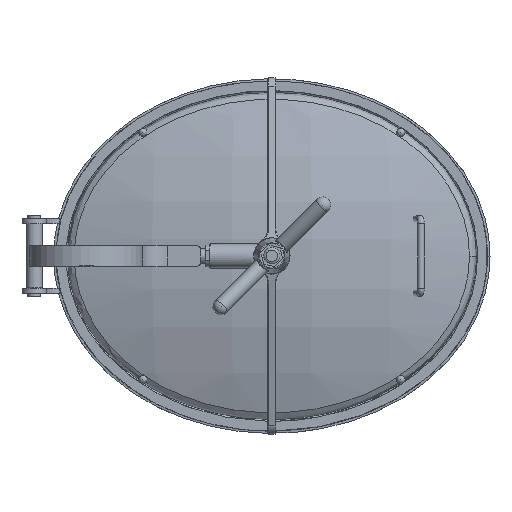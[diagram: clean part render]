
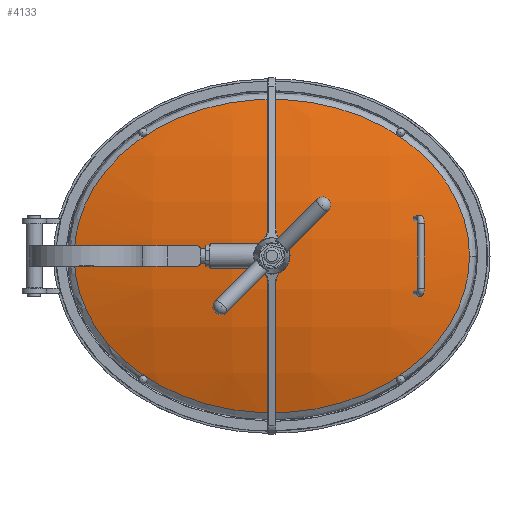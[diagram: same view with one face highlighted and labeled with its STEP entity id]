
A CAD part, top view. The second image highlights one B-rep face of the part: STEP entity #4133.
In plain terms, the highlighted toroidal (fillet/blend) face has major radius 328.97 mm and minor radius 574 mm.
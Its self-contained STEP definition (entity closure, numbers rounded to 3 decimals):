
#109=DEGENERATE_TOROIDAL_SURFACE('',#5063,328.97,574.,.T.);
#703=B_SPLINE_CURVE_WITH_KNOTS('',3,(#10654,#10655,#10656,#10657,#10658,
#10659,#10660,#10661,#10662,#10663,#10664,#10665,#10666,#10667,#10668,#10669,
#10670,#10671,#10672,#10673,#10674,#10675,#10676,#10677,#10678,#10679,#10680,
#10681),.UNSPECIFIED.,.F.,.F.,(4,1,1,1,1,1,1,1,1,1,1,1,1,1,1,1,1,1,1,1,
1,1,1,1,1,4),(0.,0.016,0.031,
0.047,0.063,0.094,0.125,
0.156,0.188,0.25,0.313,
0.375,0.438,0.5,0.563,
0.625,0.687,0.75,0.812,
0.875,0.906,0.937,0.953,
0.969,0.984,1.),.UNSPECIFIED.);
#720=B_SPLINE_CURVE_WITH_KNOTS('',3,(#11760,#11761,#11762,#11763,#11764,
#11765,#11766,#11767,#11768,#11769,#11770,#11771,#11772,#11773,#11774,#11775,
#11776,#11777,#11778,#11779,#11780,#11781,#11782,#11783,#11784,#11785,#11786,
#11787),.UNSPECIFIED.,.F.,.F.,(4,1,1,1,1,1,1,1,1,1,1,1,1,1,1,1,1,1,1,1,
1,1,1,1,1,4),(0.,0.016,0.031,
0.047,0.063,0.094,0.125,
0.156,0.188,0.25,0.313,
0.375,0.438,0.5,0.563,
0.625,0.687,0.75,0.812,
0.875,0.906,0.937,0.953,
0.969,0.984,1.),.UNSPECIFIED.);
#955=ORIENTED_EDGE('',*,*,#1945,.T.);
#956=ORIENTED_EDGE('',*,*,#1962,.T.);
#1945=EDGE_CURVE('',#2472,#2471,#703,.T.);
#1962=EDGE_CURVE('',#2471,#2472,#720,.T.);
#2471=VERTEX_POINT('',#10653);
#2472=VERTEX_POINT('',#10682);
#3268=EDGE_LOOP('',(#955,#956));
#3676=FACE_BOUND('',#3268,.T.);
#4133=ADVANCED_FACE('',(#3676),#109,.T.);
#5063=AXIS2_PLACEMENT_3D('',#12403,#5673,#5674);
#5673=DIRECTION('',(1.,0.,0.));
#5674=DIRECTION('',(0.,0.,-1.));
#10653=CARTESIAN_POINT('',(0.,-243.843,2.879));
#10654=CARTESIAN_POINT('',(0.,243.847,2.878));
#10655=CARTESIAN_POINT('',(-2.909,243.77,2.9));
#10656=CARTESIAN_POINT('',(-8.726,243.606,2.9));
#10657=CARTESIAN_POINT('',(-17.44,242.972,2.871));
#10658=CARTESIAN_POINT('',(-26.128,241.706,2.882));
#10659=CARTESIAN_POINT('',(-37.662,239.366,2.894));
#10660=CARTESIAN_POINT('',(-51.952,235.247,2.898));
#10661=CARTESIAN_POINT('',(-68.789,228.275,2.916));
#10662=CARTESIAN_POINT('',(-85.201,219.314,2.931));
#10663=CARTESIAN_POINT('',(-106.354,204.687,2.95));
#10664=CARTESIAN_POINT('',(-131.102,181.386,2.964));
#10665=CARTESIAN_POINT('',(-156.86,145.512,2.951));
#10666=CARTESIAN_POINT('',(-177.178,102.24,2.909));
#10667=CARTESIAN_POINT('',(-190.379,52.892,2.862));
#10668=CARTESIAN_POINT('',(-194.983,-0.019,2.84));
#10669=CARTESIAN_POINT('',(-190.375,-52.912,2.861));
#10670=CARTESIAN_POINT('',(-177.173,-102.254,2.909));
#10671=CARTESIAN_POINT('',(-156.854,-145.52,2.951));
#10672=CARTESIAN_POINT('',(-131.098,-181.39,2.964));
#10673=CARTESIAN_POINT('',(-101.401,-209.35,2.947));
#10674=CARTESIAN_POINT('',(-74.398,-225.959,2.92));
#10675=CARTESIAN_POINT('',(-51.95,-235.239,2.901));
#10676=CARTESIAN_POINT('',(-37.66,-239.383,2.889));
#10677=CARTESIAN_POINT('',(-26.127,-241.69,2.886));
#10678=CARTESIAN_POINT('',(-17.439,-242.946,2.878));
#10679=CARTESIAN_POINT('',(-8.725,-243.701,2.873));
#10680=CARTESIAN_POINT('',(-2.908,-243.804,2.89));
#10681=CARTESIAN_POINT('',(0.,-243.847,2.878));
#10682=CARTESIAN_POINT('',(0.,243.843,2.879));
#11760=CARTESIAN_POINT('',(0.,-243.847,2.878));
#11761=CARTESIAN_POINT('',(2.909,-243.77,2.9));
#11762=CARTESIAN_POINT('',(8.726,-243.606,2.9));
#11763=CARTESIAN_POINT('',(17.44,-242.972,2.871));
#11764=CARTESIAN_POINT('',(26.128,-241.706,2.882));
#11765=CARTESIAN_POINT('',(37.662,-239.366,2.894));
#11766=CARTESIAN_POINT('',(51.952,-235.247,2.898));
#11767=CARTESIAN_POINT('',(68.789,-228.275,2.916));
#11768=CARTESIAN_POINT('',(85.201,-219.314,2.931));
#11769=CARTESIAN_POINT('',(106.354,-204.687,2.95));
#11770=CARTESIAN_POINT('',(131.102,-181.386,2.964));
#11771=CARTESIAN_POINT('',(156.86,-145.512,2.951));
#11772=CARTESIAN_POINT('',(177.178,-102.24,2.909));
#11773=CARTESIAN_POINT('',(190.379,-52.892,2.862));
#11774=CARTESIAN_POINT('',(194.983,0.019,2.84));
#11775=CARTESIAN_POINT('',(190.375,52.912,2.861));
#11776=CARTESIAN_POINT('',(177.173,102.254,2.909));
#11777=CARTESIAN_POINT('',(156.854,145.52,2.951));
#11778=CARTESIAN_POINT('',(131.098,181.39,2.964));
#11779=CARTESIAN_POINT('',(101.401,209.35,2.947));
#11780=CARTESIAN_POINT('',(74.398,225.959,2.92));
#11781=CARTESIAN_POINT('',(51.95,235.239,2.901));
#11782=CARTESIAN_POINT('',(37.66,239.383,2.889));
#11783=CARTESIAN_POINT('',(26.127,241.69,2.886));
#11784=CARTESIAN_POINT('',(17.439,242.946,2.878));
#11785=CARTESIAN_POINT('',(8.725,243.701,2.873));
#11786=CARTESIAN_POINT('',(2.908,243.804,2.89));
#11787=CARTESIAN_POINT('',(0.,243.847,2.878));
#12403=CARTESIAN_POINT('',(0.,0.,-866.543));
